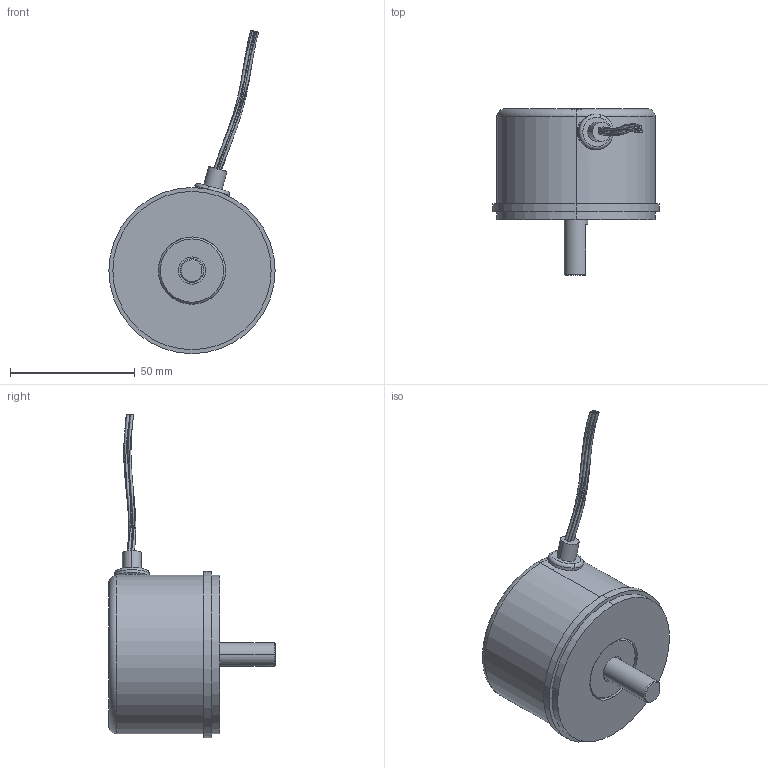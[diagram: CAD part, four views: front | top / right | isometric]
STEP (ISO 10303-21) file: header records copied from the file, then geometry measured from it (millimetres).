
FILE_DESCRIPTION (( 'STEP AP203' ), '1' );
FILE_NAME ('H25G-SCS.STEP', '2020-11-23T17:22:56', ( '' ), ( '' ), 'SwSTEP 2.0', 'SolidWorks 2018', '' );
FILE_SCHEMA (( 'CONFIG_CONTROL_DESIGN' ));
Length unit declared in the file: inch
Products named in the file (9): H25G-SCS; Dummy H25 spindle_.375 with flat; 17xxx-H25; socket head cap screw_am_B18.3.1M - 5 x 0.8 x 25 Hex SHCS -- 25NHX; h25 base_G housing; flat head screw_ai_CR-FHMS 0.112-40x0.375x0.375-N; wires; 23028-TAB drawn Al cover_-006; small grommet_32011-004
Assembly tree (9 placements, depth 2):
  H25G-SCS
    h25 base_G housing
    Dummy H25 spindle_.375 with flat
    23028-TAB drawn Al cover_-006
    flat head screw_ai_CR-FHMS 0.112-40x0.375x0.375-N  x2
    small grommet_32011-004
    17xxx-H25
    socket head cap screw_am_B18.3.1M - 5 x 0.8 x 25 Hex SHCS -- 25NHX
    wires
Bounding box: 66.67 x 66.8 x 129.72 mm (x, y, z)
Volume: 76154.8 mm3; surface area: 45621.4 mm2
Topology: 9 solids, 9 shells, 378 faces, 944 edges, 590 vertices
Faces by surface type: plane 169, cylinder 90, cone 70, bspline 39, torus 10
Entity records: 27276 total; most frequent: CARTESIAN_POINT 18131, ORIENTED_EDGE 1764, DIRECTION 1648, EDGE_CURVE 882, AXIS2_PLACEMENT_3D 646, VERTEX_POINT 566, EDGE_LOOP 394, ADVANCED_FACE 357
